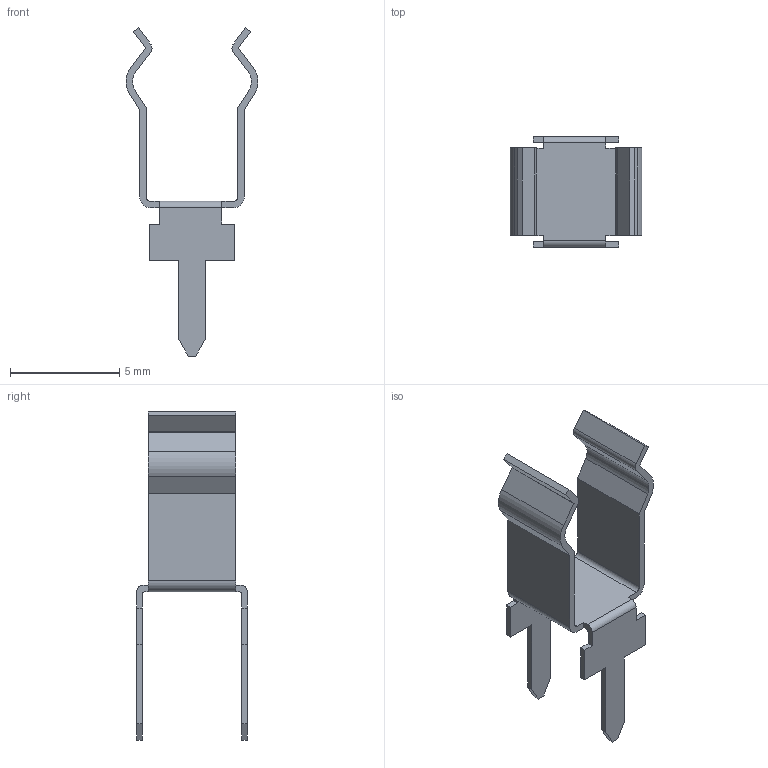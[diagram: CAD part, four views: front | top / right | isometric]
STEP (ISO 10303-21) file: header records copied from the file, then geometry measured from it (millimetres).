
FILE_DESCRIPTION(/* description */ ('Unknown'),/* implementation_level */ '2;1');
FILE_NAME(/* name */ 'fuseholder_01000020Z.stp',/* time_stamp */ '2025-01-11T01:57:36+01:00',/* author */ ('remi.decoster'),/* organization */ ('Unknown'),/* preprocessor_version */ 'ST-DEVELOPER v18.1',/* originating_system */ 'Autodesk Inventor 2021',/* authorisation */ 'Unknown');
FILE_SCHEMA (('CONFIG_CONTROL_DESIGN'));
Length unit declared in the file: millimetre
Products named in the file (1): fuseholder_01000020Z
Bounding box: 6.04 x 5.06 x 15.02 mm (x, y, z)
Volume: 33.7 mm3; surface area: 254.9 mm2
Topology: 1 solids, 1 shells, 70 faces, 204 edges, 136 vertices
Faces by surface type: plane 54, cylinder 16
Entity records: 2429 total; most frequent: CARTESIAN_POINT 411, ORIENTED_EDGE 408, DIRECTION 378, EDGE_CURVE 204, LINE 172, VECTOR 172, VERTEX_POINT 136, AXIS2_PLACEMENT_3D 103
